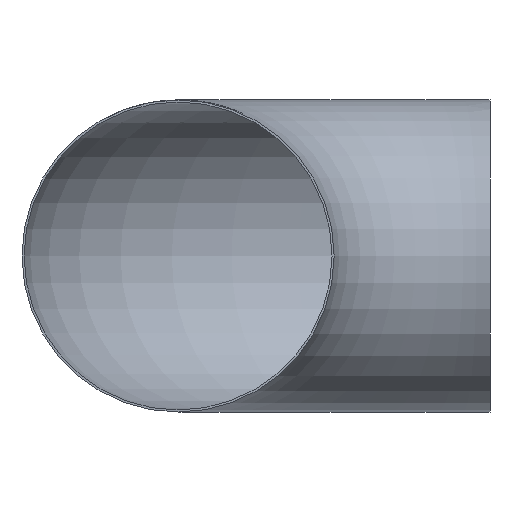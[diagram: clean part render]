
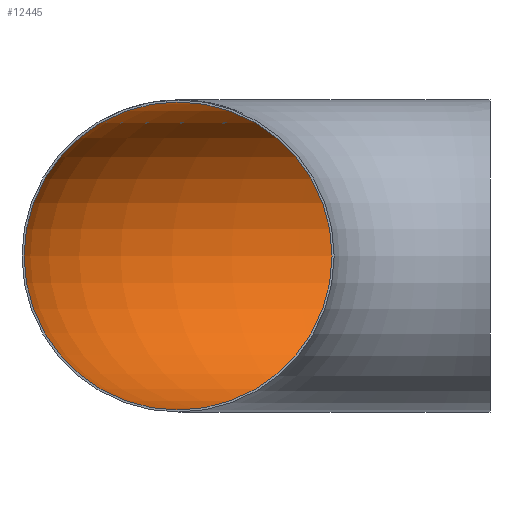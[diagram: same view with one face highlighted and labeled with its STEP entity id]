
A CAD part, front view. The second image highlights one B-rep face of the part: STEP entity #12445.
In plain terms, the highlighted toroidal (fillet/blend) face has major radius 457 mm and minor radius 225.6 mm.
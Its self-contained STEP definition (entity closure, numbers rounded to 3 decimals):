
#1074 = VERTEX_POINT ( 'NONE', #30967 ) ;
#1808 = DIRECTION ( 'NONE',  ( 0., 1., 0. ) ) ;
#5956 = CARTESIAN_POINT ( 'NONE',  ( 0., 682.6, 0. ) ) ;
#6525 = CARTESIAN_POINT ( 'NONE',  ( 0., 457., 0. ) ) ;
#6890 = CARTESIAN_POINT ( 'NONE',  ( 0., 0., 0. ) ) ;
#7588 = AXIS2_PLACEMENT_3D ( 'NONE', #25329, #22881, #12734 ) ;
#10718 = ORIENTED_EDGE ( 'NONE', *, *, #26009, .F. ) ;
#11748 = CIRCLE ( 'NONE', #7588, 225.6 ) ;
#12100 = FACE_OUTER_BOUND ( 'NONE', #27186, .T. ) ;
#12258 = FACE_OUTER_BOUND ( 'NONE', #22760, .T. ) ;
#12445 = ADVANCED_FACE ( 'NONE', ( #12258, #12100 ), #13590, .F. ) ;
#12734 = DIRECTION ( 'NONE',  ( 0., 0., 1. ) ) ;
#13590 = TOROIDAL_SURFACE ( 'NONE', #31907, 457., 225.6 ) ;
#14016 = DIRECTION ( 'NONE',  ( 1., 0., 0. ) ) ;
#16078 = VERTEX_POINT ( 'NONE', #5956 ) ;
#18261 = ORIENTED_EDGE ( 'NONE', *, *, #28455, .T. ) ;
#22760 = EDGE_LOOP ( 'NONE', ( #18261 ) ) ;
#22881 = DIRECTION ( 'NONE',  ( 0., 1., 0. ) ) ;
#23276 = AXIS2_PLACEMENT_3D ( 'NONE', #6525, #14016, #1808 ) ;
#25027 = DIRECTION ( 'NONE',  ( 0., 0., -1. ) ) ;
#25329 = CARTESIAN_POINT ( 'NONE',  ( -457., 0., 0. ) ) ;
#26009 = EDGE_CURVE ( 'NONE', #1074, #1074, #11748, .T. ) ;
#27186 = EDGE_LOOP ( 'NONE', ( #10718 ) ) ;
#27656 = DIRECTION ( 'NONE',  ( -1., 0., 0. ) ) ;
#28455 = EDGE_CURVE ( 'NONE', #16078, #16078, #30082, .T. ) ;
#30082 = CIRCLE ( 'NONE', #23276, 225.6 ) ;
#30967 = CARTESIAN_POINT ( 'NONE',  ( -457., 0., 225.6 ) ) ;
#31907 = AXIS2_PLACEMENT_3D ( 'NONE', #6890, #25027, #27656 ) ;
